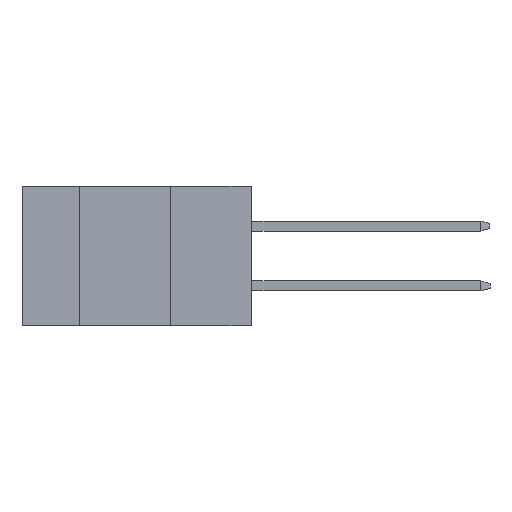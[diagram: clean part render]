
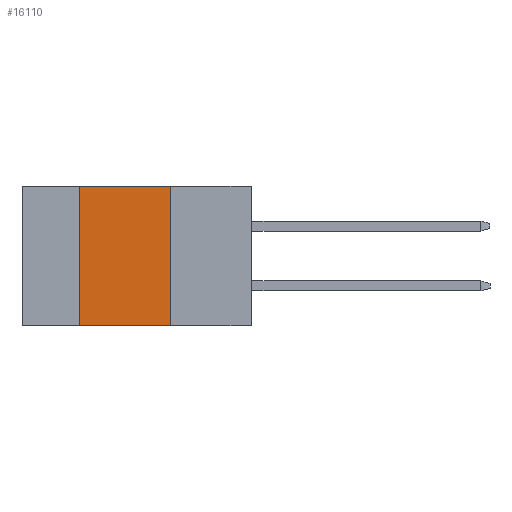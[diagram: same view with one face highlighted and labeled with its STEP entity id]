
A CAD part, left-side view. The second image highlights one B-rep face of the part: STEP entity #16110.
In plain terms, the highlighted planar face has unit normal (-1, 0, 0).
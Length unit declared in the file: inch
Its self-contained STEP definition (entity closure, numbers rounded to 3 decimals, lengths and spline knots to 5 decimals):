
#139 = EDGE_LOOP ( 'NONE', ( #14926, #15269, #3218, #3701 ) ) ;
#620 = DIRECTION ( 'NONE',  ( 0., -1., 0. ) ) ;
#638 = EDGE_CURVE ( 'NONE', #9940, #16888, #4694, .T. ) ;
#884 = CARTESIAN_POINT ( 'NONE',  ( 0., 0.72, 0. ) ) ;
#2548 = FACE_OUTER_BOUND ( 'NONE', #139, .T. ) ;
#2903 = AXIS2_PLACEMENT_3D ( 'NONE', #13699, #6601, #15104 ) ;
#3218 = ORIENTED_EDGE ( 'NONE', *, *, #13202, .F. ) ;
#3346 = CARTESIAN_POINT ( 'NONE',  ( 0., 0.254, -0.437 ) ) ;
#3701 = ORIENTED_EDGE ( 'NONE', *, *, #9086, .T. ) ;
#3991 = LINE ( 'NONE', #8491, #5793 ) ;
#4300 = CARTESIAN_POINT ( 'NONE',  ( 0., 0.54, -0.437 ) ) ;
#4694 = LINE ( 'NONE', #3346, #15385 ) ;
#4751 = EDGE_CURVE ( 'NONE', #11604, #9940, #14910, .T. ) ;
#5517 = VECTOR ( 'NONE', #620, 39.37008 ) ;
#5793 = VECTOR ( 'NONE', #11268, 39.37008 ) ;
#6273 = DIRECTION ( 'NONE',  ( 0., 0., -1. ) ) ;
#6601 = DIRECTION ( 'NONE',  ( 1., 0., 0. ) ) ;
#7773 = CARTESIAN_POINT ( 'NONE',  ( 0., 0.54, 0. ) ) ;
#8486 = CARTESIAN_POINT ( 'NONE',  ( 0., 0.254, 0. ) ) ;
#8491 = CARTESIAN_POINT ( 'NONE',  ( 0., 0.72, -0.437 ) ) ;
#9086 = EDGE_CURVE ( 'NONE', #10188, #16888, #3991, .T. ) ;
#9788 = CARTESIAN_POINT ( 'NONE',  ( 0., 0.254, -0.437 ) ) ;
#9940 = VERTEX_POINT ( 'NONE', #8486 ) ;
#10188 = VERTEX_POINT ( 'NONE', #17190 ) ;
#11268 = DIRECTION ( 'NONE',  ( 0., -1., 0. ) ) ;
#11318 = LINE ( 'NONE', #4300, #14466 ) ;
#11604 = VERTEX_POINT ( 'NONE', #7773 ) ;
#13202 = EDGE_CURVE ( 'NONE', #10188, #11604, #11318, .T. ) ;
#13699 = CARTESIAN_POINT ( 'NONE',  ( 0., 0.72, 0. ) ) ;
#14466 = VECTOR ( 'NONE', #15561, 39.37008 ) ;
#14910 = LINE ( 'NONE', #884, #5517 ) ;
#14926 = ORIENTED_EDGE ( 'NONE', *, *, #638, .F. ) ;
#15104 = DIRECTION ( 'NONE',  ( 0., 0., -1. ) ) ;
#15269 = ORIENTED_EDGE ( 'NONE', *, *, #4751, .F. ) ;
#15280 = PLANE ( 'NONE',  #2903 ) ;
#15385 = VECTOR ( 'NONE', #6273, 39.37008 ) ;
#15561 = DIRECTION ( 'NONE',  ( 0., 0., 1. ) ) ;
#16110 = ADVANCED_FACE ( 'NONE', ( #2548 ), #15280, .F. ) ;
#16888 = VERTEX_POINT ( 'NONE', #9788 ) ;
#17190 = CARTESIAN_POINT ( 'NONE',  ( 0., 0.54, -0.437 ) ) ;
